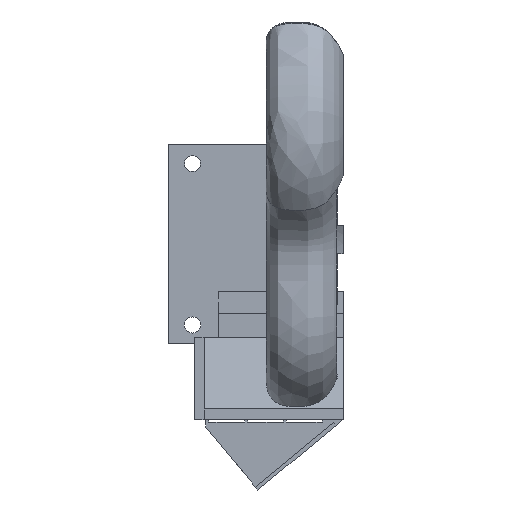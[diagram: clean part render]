
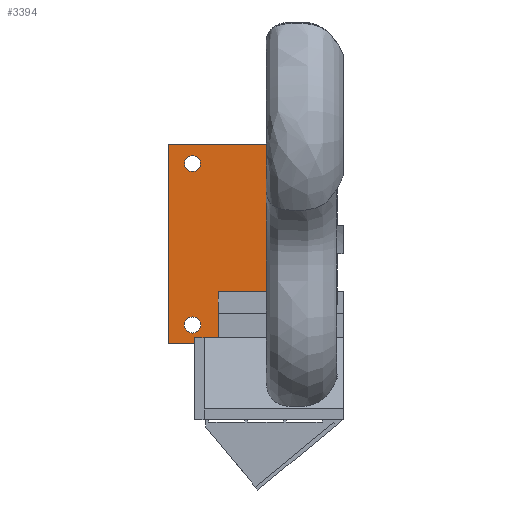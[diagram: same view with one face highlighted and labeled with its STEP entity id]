
A CAD part, left-side view. The second image highlights one B-rep face of the part: STEP entity #3394.
In plain terms, the highlighted planar face has unit normal (-1, 0, 0).
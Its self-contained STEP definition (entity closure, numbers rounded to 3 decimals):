
#36=FACE_BOUND('',#675,.T.);
#37=FACE_BOUND('',#676,.T.);
#116=CIRCLE('',#3467,1.7);
#118=CIRCLE('',#3470,1.7);
#499=FACE_OUTER_BOUND('',#674,.T.);
#674=EDGE_LOOP('',(#2956,#2957,#2958,#2959,#2960,#2961,#2962,#2963,#2964));
#675=EDGE_LOOP('',(#2965));
#676=EDGE_LOOP('',(#2966));
#834=LINE('',#4398,#1114);
#894=LINE('',#14152,#1174);
#898=LINE('',#14160,#1178);
#943=LINE('',#16979,#1223);
#945=LINE('',#16983,#1225);
#946=LINE('',#16984,#1226);
#947=LINE('',#16986,#1227);
#948=LINE('',#16988,#1228);
#949=LINE('',#16989,#1229);
#1114=VECTOR('',#3776,10.);
#1174=VECTOR('',#3958,10.);
#1178=VECTOR('',#3966,10.);
#1223=VECTOR('',#4031,10.);
#1225=VECTOR('',#4035,10.);
#1226=VECTOR('',#4036,10.);
#1227=VECTOR('',#4037,10.);
#1228=VECTOR('',#4038,10.);
#1229=VECTOR('',#4039,10.);
#1355=VERTEX_POINT('',#4380);
#1357=VERTEX_POINT('',#4386);
#1361=VERTEX_POINT('',#4395);
#1362=VERTEX_POINT('',#4397);
#1527=VERTEX_POINT('',#14123);
#1530=VERTEX_POINT('',#14150);
#1532=VERTEX_POINT('',#14156);
#1578=VERTEX_POINT('',#16978);
#1579=VERTEX_POINT('',#16982);
#1580=VERTEX_POINT('',#16985);
#1581=VERTEX_POINT('',#16987);
#1725=EDGE_CURVE('',#1355,#1355,#116,.T.);
#1728=EDGE_CURVE('',#1357,#1357,#118,.T.);
#1732=EDGE_CURVE('',#1362,#1361,#834,.T.);
#1989=EDGE_CURVE('',#1530,#1527,#894,.T.);
#1993=EDGE_CURVE('',#1532,#1527,#898,.T.);
#2068=EDGE_CURVE('',#1578,#1532,#943,.T.);
#2070=EDGE_CURVE('',#1530,#1579,#945,.T.);
#2071=EDGE_CURVE('',#1579,#1362,#946,.T.);
#2072=EDGE_CURVE('',#1580,#1361,#947,.T.);
#2073=EDGE_CURVE('',#1580,#1581,#948,.T.);
#2074=EDGE_CURVE('',#1581,#1578,#949,.T.);
#2956=ORIENTED_EDGE('',*,*,#2070,.T.);
#2957=ORIENTED_EDGE('',*,*,#2071,.T.);
#2958=ORIENTED_EDGE('',*,*,#1732,.T.);
#2959=ORIENTED_EDGE('',*,*,#2072,.F.);
#2960=ORIENTED_EDGE('',*,*,#2073,.T.);
#2961=ORIENTED_EDGE('',*,*,#2074,.T.);
#2962=ORIENTED_EDGE('',*,*,#2068,.T.);
#2963=ORIENTED_EDGE('',*,*,#1993,.T.);
#2964=ORIENTED_EDGE('',*,*,#1989,.F.);
#2965=ORIENTED_EDGE('',*,*,#1725,.T.);
#2966=ORIENTED_EDGE('',*,*,#1728,.T.);
#3226=PLANE('',#3545);
#3394=ADVANCED_FACE('',(#499,#36,#37),#3226,.T.);
#3467=AXIS2_PLACEMENT_3D('',#4382,#3762,#3763);
#3470=AXIS2_PLACEMENT_3D('',#4388,#3769,#3770);
#3545=AXIS2_PLACEMENT_3D('',#16981,#4033,#4034);
#3762=DIRECTION('center_axis',(1.,0.,0.));
#3763=DIRECTION('ref_axis',(0.,1.,0.));
#3769=DIRECTION('center_axis',(1.,0.,0.));
#3770=DIRECTION('ref_axis',(0.,1.,0.));
#3776=DIRECTION('',(0.,-1.,0.));
#3958=DIRECTION('',(0.,0.,-1.));
#3966=DIRECTION('',(0.,0.,1.));
#4031=DIRECTION('',(0.,-1.,0.));
#4033=DIRECTION('center_axis',(-1.,0.,0.));
#4034=DIRECTION('ref_axis',(0.,0.,1.));
#4035=DIRECTION('',(0.,1.,0.));
#4036=DIRECTION('',(0.,0.,-1.));
#4037=DIRECTION('',(0.,0.,-1.));
#4038=DIRECTION('',(0.,-1.,0.));
#4039=DIRECTION('',(0.,0.,1.));
#4380=CARTESIAN_POINT('',(58.971,-22.416,-101.641));
#4382=CARTESIAN_POINT('Origin',(58.971,-20.716,-101.641));
#4386=CARTESIAN_POINT('',(58.971,-22.416,-67.641));
#4388=CARTESIAN_POINT('Origin',(58.971,-20.716,-67.641));
#4395=CARTESIAN_POINT('',(58.971,-23.153,-105.641));
#4397=CARTESIAN_POINT('',(58.971,-15.716,-105.641));
#4398=CARTESIAN_POINT('',(58.971,-27.789,-105.641));
#14123=CARTESIAN_POINT('',(58.971,-36.289,-86.641));
#14150=CARTESIAN_POINT('',(58.971,-36.289,-63.641));
#14152=CARTESIAN_POINT('',(58.971,-36.289,-74.141));
#14156=CARTESIAN_POINT('',(58.971,-36.289,-94.641));
#14160=CARTESIAN_POINT('',(58.971,-36.289,-71.641));
#16978=CARTESIAN_POINT('',(58.971,-26.153,-94.641));
#16979=CARTESIAN_POINT('',(58.971,-22.753,-94.641));
#16981=CARTESIAN_POINT('Origin',(58.971,-22.352,-84.641));
#16982=CARTESIAN_POINT('',(58.971,-15.716,-63.641));
#16983=CARTESIAN_POINT('',(58.971,-27.789,-63.641));
#16984=CARTESIAN_POINT('',(58.971,-15.716,-105.641));
#16985=CARTESIAN_POINT('',(58.971,-23.153,-104.391));
#16986=CARTESIAN_POINT('',(58.971,-23.153,-98.766));
#16987=CARTESIAN_POINT('',(58.971,-26.153,-104.391));
#16988=CARTESIAN_POINT('',(58.971,-22.753,-104.391));
#16989=CARTESIAN_POINT('',(58.971,-26.153,-104.191));
